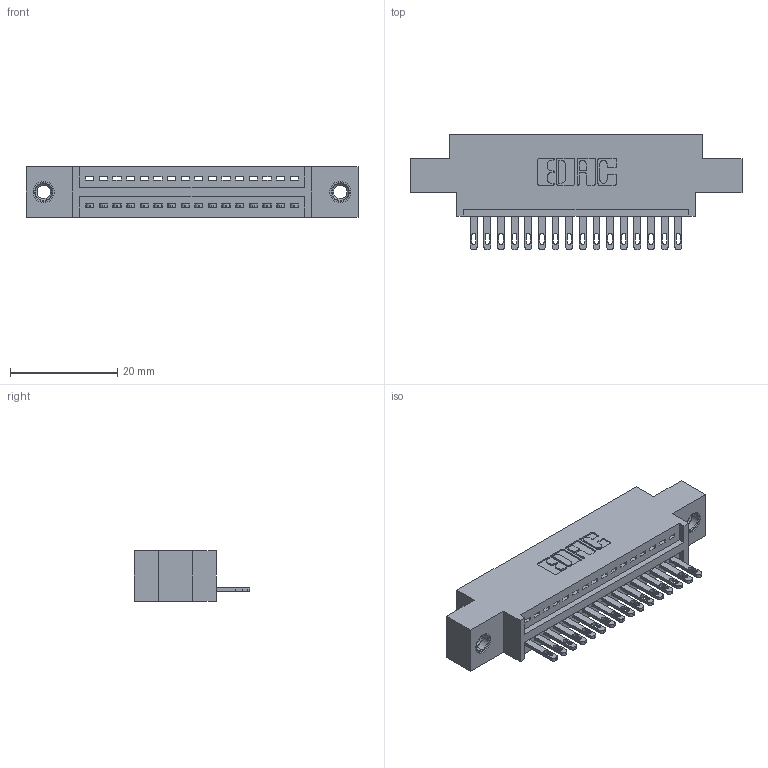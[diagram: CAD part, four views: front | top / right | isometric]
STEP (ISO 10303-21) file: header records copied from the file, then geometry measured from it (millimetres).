
FILE_DESCRIPTION (( 'STEP AP203' ), '1' );
FILE_NAME ('345-016-500-607.STEP', '2019-10-04T13:04:34', ( '' ), ( '' ), 'SwSTEP 2.0', 'SolidWorks 2016', '' );
FILE_SCHEMA (( 'CONFIG_CONTROL_DESIGN' ));
Length unit declared in the file: inch
Products named in the file (4): 345-016-500-607; 345 Part_0.170 Offset - 0.156 Dia-TI; 345-292-001_345-293-100; 345-250-001_345-250-005-103
Assembly tree (19 placements, depth 2):
  345-016-500-607
    345 Part_0.170 Offset - 0.156 Dia-TI
    345-292-001_345-293-100  x16
    345-250-001_345-250-005-103  x2
Bounding box: 61.85 x 21.51 x 9.4 mm (x, y, z)
Volume: 5544.5 mm3; surface area: 7209.8 mm2
Topology: 19 solids, 19 shells, 1054 faces, 3177 edges, 2110 vertices
Faces by surface type: plane 660, cylinder 378, cone 12, torus 4
Entity records: 16790 total; most frequent: CARTESIAN_POINT 2891, ORIENTED_EDGE 2834, DIRECTION 2591, EDGE_CURVE 1417, LINE 1197, VECTOR 1197, VERTEX_POINT 940, AXIS2_PLACEMENT_3D 697
